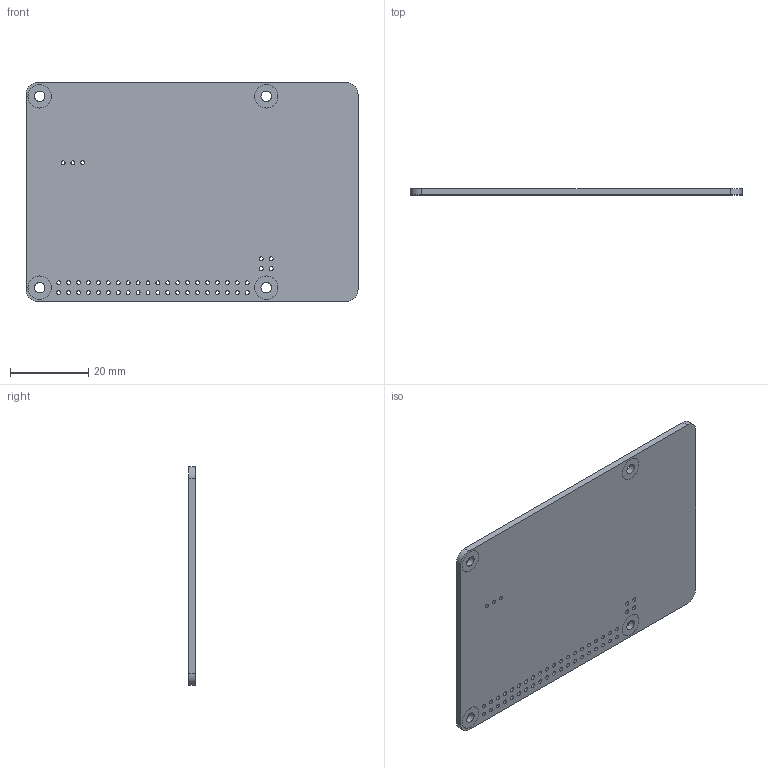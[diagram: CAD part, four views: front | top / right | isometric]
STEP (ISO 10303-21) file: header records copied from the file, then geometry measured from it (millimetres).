
FILE_DESCRIPTION(/* description */ (''),/* implementation_level */ '2;1');
FILE_NAME(/* name */ 'PCB_ RPi4ModelB_ipt_99d21290.STEP',/* time_stamp */ '2024-05-28T14:29:28+01:00',/* author */ ('rlndo'),/* organization */ (''),/* preprocessor_version */ 'ST-DEVELOPER v16.13',/* originating_system */ 'Autodesk Inventor 2018',/* authorisation */ '');
FILE_SCHEMA (('AUTOMOTIVE_DESIGN { 1 0 10303 214 3 1 1 }'));
Length unit declared in the file: millimetre
Products named in the file (1): PCB, RPi4ModelB
Bounding box: 85 x 1.6 x 56 mm (x, y, z)
Volume: 7506.1 mm3; surface area: 10119.2 mm2
Topology: 1 solids, 1 shells, 77 faces, 201 edges, 134 vertices
Faces by surface type: cylinder 63, plane 14
Full cylindrical faces by diameter (mm): 1 x47, 2.7 x4, 6 x8
Entity records: 2423 total; most frequent: DIRECTION 424, CARTESIAN_POINT 354, ORIENTED_EDGE 284, EDGE_LOOP 246, AXIS2_PLACEMENT_3D 204, FACE_BOUND 169, EDGE_CURVE 142, VERTEX_POINT 134
